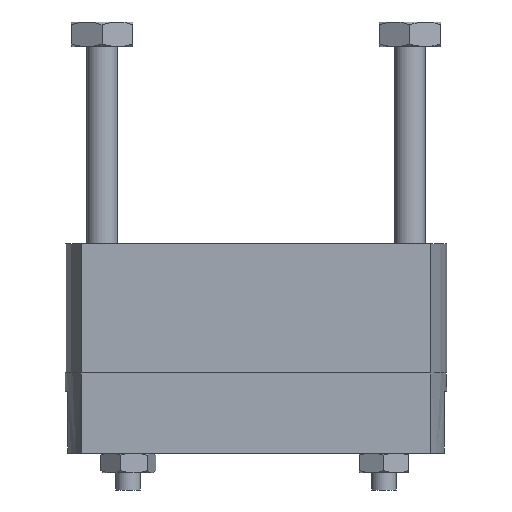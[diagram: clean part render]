
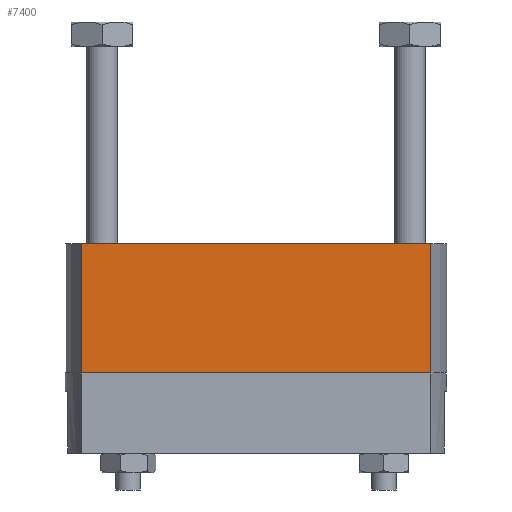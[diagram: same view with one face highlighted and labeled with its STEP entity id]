
A CAD part, front view. The second image highlights one B-rep face of the part: STEP entity #7400.
In plain terms, the highlighted planar face has unit normal (0, -1, 0).
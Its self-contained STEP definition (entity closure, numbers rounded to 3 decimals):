
#111 = DIRECTION ( 'NONE',  ( 1., 0., 0. ) ) ;
#1080 = EDGE_CURVE ( 'NONE', #7093, #5751, #5228, .T. ) ;
#1264 = DIRECTION ( 'NONE',  ( 0., 0., 1. ) ) ;
#1326 = LINE ( 'NONE', #5361, #7846 ) ;
#1528 = ORIENTED_EDGE ( 'NONE', *, *, #7800, .F. ) ;
#2111 = ORIENTED_EDGE ( 'NONE', *, *, #1080, .T. ) ;
#2161 = DIRECTION ( 'NONE',  ( 1., 0., 0. ) ) ;
#2338 = EDGE_CURVE ( 'NONE', #3903, #7093, #1326, .T. ) ;
#2367 = CARTESIAN_POINT ( 'NONE',  ( 14.184, -6.25, 0. ) ) ;
#2895 = CARTESIAN_POINT ( 'NONE',  ( 14.184, -6.25, -10.5 ) ) ;
#3034 = CARTESIAN_POINT ( 'NONE',  ( -14.184, -6.25, 0. ) ) ;
#3234 = VECTOR ( 'NONE', #6121, 1000. ) ;
#3549 = CARTESIAN_POINT ( 'NONE',  ( 14.184, -6.25, 0. ) ) ;
#3659 = EDGE_CURVE ( 'NONE', #6440, #5751, #8055, .T. ) ;
#3903 = VERTEX_POINT ( 'NONE', #4465 ) ;
#3911 = DIRECTION ( 'NONE',  ( 0., -1., 0. ) ) ;
#4465 = CARTESIAN_POINT ( 'NONE',  ( -14.184, -6.25, -10.5 ) ) ;
#4964 = DIRECTION ( 'NONE',  ( 0., 0., 1. ) ) ;
#5166 = ORIENTED_EDGE ( 'NONE', *, *, #2338, .T. ) ;
#5177 = CARTESIAN_POINT ( 'NONE',  ( 14.184, -6.25, -10.5 ) ) ;
#5228 = LINE ( 'NONE', #6901, #7964 ) ;
#5299 = ORIENTED_EDGE ( 'NONE', *, *, #3659, .F. ) ;
#5361 = CARTESIAN_POINT ( 'NONE',  ( 14.184, -6.25, -10.5 ) ) ;
#5625 = FACE_OUTER_BOUND ( 'NONE', #6320, .T. ) ;
#5751 = VERTEX_POINT ( 'NONE', #2367 ) ;
#6000 = AXIS2_PLACEMENT_3D ( 'NONE', #5177, #3911, #111 ) ;
#6006 = VECTOR ( 'NONE', #4964, 1000. ) ;
#6121 = DIRECTION ( 'NONE',  ( 1., 0., 0. ) ) ;
#6320 = EDGE_LOOP ( 'NONE', ( #5299, #1528, #5166, #2111 ) ) ;
#6420 = PLANE ( 'NONE',  #6000 ) ;
#6440 = VERTEX_POINT ( 'NONE', #3034 ) ;
#6590 = LINE ( 'NONE', #8009, #6006 ) ;
#6901 = CARTESIAN_POINT ( 'NONE',  ( 14.184, -6.25, -10.5 ) ) ;
#7093 = VERTEX_POINT ( 'NONE', #2895 ) ;
#7400 = ADVANCED_FACE ( 'NONE', ( #5625 ), #6420, .T. ) ;
#7800 = EDGE_CURVE ( 'NONE', #3903, #6440, #6590, .T. ) ;
#7846 = VECTOR ( 'NONE', #2161, 1000. ) ;
#7964 = VECTOR ( 'NONE', #1264, 1000. ) ;
#8009 = CARTESIAN_POINT ( 'NONE',  ( -14.184, -6.25, -10.5 ) ) ;
#8055 = LINE ( 'NONE', #3549, #3234 ) ;
